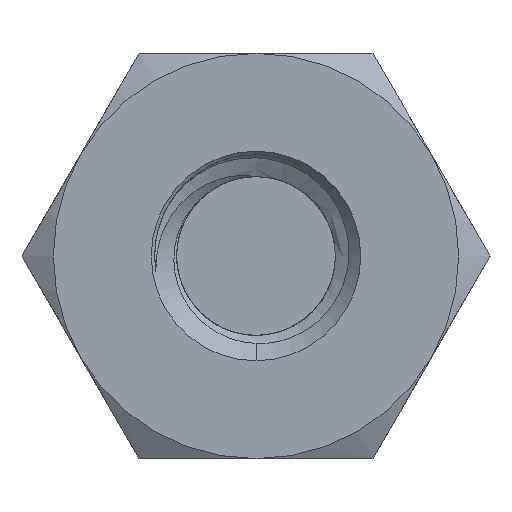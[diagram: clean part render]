
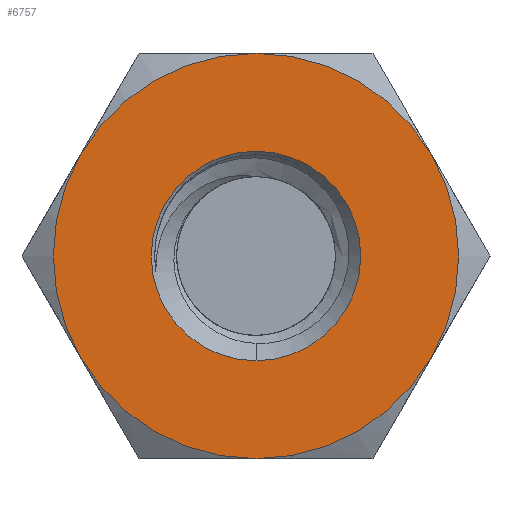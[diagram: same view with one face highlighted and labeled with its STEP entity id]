
A CAD part, left-side view. The second image highlights one B-rep face of the part: STEP entity #6757.
In plain terms, the highlighted planar face has unit normal (-1, 0, 0).
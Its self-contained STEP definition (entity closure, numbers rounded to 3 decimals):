
#340 = VERTEX_POINT ( 'NONE', #3291 ) ;
#342 = EDGE_CURVE ( 'NONE', #344, #340, #3290, .T. ) ;
#344 = VERTEX_POINT ( 'NONE', #3285 ) ;
#359 = EDGE_CURVE ( 'NONE', #340, #344, #3353, .T. ) ;
#3285 = CARTESIAN_POINT ( 'NONE',  ( -13.35, 0., -1.551 ) ) ;
#3286 = DIRECTION ( 'NONE',  ( 0., 0., 1. ) ) ;
#3287 = DIRECTION ( 'NONE',  ( -1., 0., 0. ) ) ;
#3288 = CARTESIAN_POINT ( 'NONE',  ( -13.35, 0., 0. ) ) ;
#3289 = AXIS2_PLACEMENT_3D ( 'NONE', #3288, #3287, #3286 ) ;
#3290 = CIRCLE ( 'NONE', #3289, 1.551 ) ;
#3291 = CARTESIAN_POINT ( 'NONE',  ( -13.35, 0., 1.551 ) ) ;
#3349 = DIRECTION ( 'NONE',  ( 0., 0., 1. ) ) ;
#3350 = DIRECTION ( 'NONE',  ( -1., 0., 0. ) ) ;
#3351 = CARTESIAN_POINT ( 'NONE',  ( -13.35, 0., 0. ) ) ;
#3352 = AXIS2_PLACEMENT_3D ( 'NONE', #3351, #3350, #3349 ) ;
#3353 = CIRCLE ( 'NONE', #3352, 1.551 ) ;
#6135 = DIRECTION ( 'NONE',  ( 0., 0., -1. ) ) ;
#6136 = DIRECTION ( 'NONE',  ( 1., 0., 0. ) ) ;
#6137 = AXIS2_PLACEMENT_3D ( 'NONE', #6144, #6136, #6135 ) ;
#6144 = CARTESIAN_POINT ( 'NONE',  ( -13.35, 3.464, 0. ) ) ;
#6145 = PLANE ( 'NONE',  #6137 ) ;
#6146 = FACE_OUTER_BOUND ( 'NONE', #6744, .T. ) ;
#6147 = FACE_BOUND ( 'NONE', #6767, .T. ) ;
#6156 = CARTESIAN_POINT ( 'NONE',  ( -13.35, 0., 0. ) ) ;
#6163 = DIRECTION ( 'NONE',  ( 0., 0., -1. ) ) ;
#6164 = DIRECTION ( 'NONE',  ( 1., 0., 0. ) ) ;
#6165 = CARTESIAN_POINT ( 'NONE',  ( -13.35, 0., 0. ) ) ;
#6166 = AXIS2_PLACEMENT_3D ( 'NONE', #6165, #6164, #6163 ) ;
#6173 = CIRCLE ( 'NONE', #6166, 3. ) ;
#6186 = CARTESIAN_POINT ( 'NONE',  ( -13.35, 2.598, -1.5 ) ) ;
#6195 = DIRECTION ( 'NONE',  ( 0., 0., -1. ) ) ;
#6196 = DIRECTION ( 'NONE',  ( 1., 0., 0. ) ) ;
#6197 = CARTESIAN_POINT ( 'NONE',  ( -13.35, 0., 0. ) ) ;
#6198 = AXIS2_PLACEMENT_3D ( 'NONE', #6197, #6196, #6195 ) ;
#6199 = CIRCLE ( 'NONE', #6198, 3. ) ;
#6200 = DIRECTION ( 'NONE',  ( 0., 0., -1. ) ) ;
#6201 = DIRECTION ( 'NONE',  ( 1., 0., 0. ) ) ;
#6202 = CARTESIAN_POINT ( 'NONE',  ( -13.35, 0., 0. ) ) ;
#6203 = AXIS2_PLACEMENT_3D ( 'NONE', #6202, #6201, #6200 ) ;
#6204 = CIRCLE ( 'NONE', #6203, 3. ) ;
#6205 = CARTESIAN_POINT ( 'NONE',  ( -13.35, -2.598, -1.5 ) ) ;
#6206 = CARTESIAN_POINT ( 'NONE',  ( -13.35, -2.598, 1.5 ) ) ;
#6207 = CARTESIAN_POINT ( 'NONE',  ( -13.35, 0., 3. ) ) ;
#6208 = DIRECTION ( 'NONE',  ( 0., 0., 1. ) ) ;
#6209 = DIRECTION ( 'NONE',  ( -1., 0., 0. ) ) ;
#6210 = AXIS2_PLACEMENT_3D ( 'NONE', #6156, #6209, #6208 ) ;
#6211 = CIRCLE ( 'NONE', #6210, 3. ) ;
#6215 = CIRCLE ( 'NONE', #6266, 3. ) ;
#6218 = DIRECTION ( 'NONE',  ( 0., 0., -1. ) ) ;
#6219 = DIRECTION ( 'NONE',  ( 1., 0., 0. ) ) ;
#6220 = CARTESIAN_POINT ( 'NONE',  ( -13.35, 0., 0. ) ) ;
#6221 = AXIS2_PLACEMENT_3D ( 'NONE', #6220, #6219, #6218 ) ;
#6227 = CIRCLE ( 'NONE', #6221, 3. ) ;
#6233 = CARTESIAN_POINT ( 'NONE',  ( -13.35, 0., -3. ) ) ;
#6262 = CARTESIAN_POINT ( 'NONE',  ( -13.35, 2.598, 1.5 ) ) ;
#6263 = DIRECTION ( 'NONE',  ( 0., 0., -1. ) ) ;
#6264 = DIRECTION ( 'NONE',  ( 1., 0., 0. ) ) ;
#6265 = CARTESIAN_POINT ( 'NONE',  ( -13.35, 0., 0. ) ) ;
#6266 = AXIS2_PLACEMENT_3D ( 'NONE', #6265, #6264, #6263 ) ;
#6744 = EDGE_LOOP ( 'NONE', ( #6779, #6774, #6776, #6771, #6753, #6792 ) ) ;
#6753 = ORIENTED_EDGE ( 'NONE', *, *, #6766, .T. ) ;
#6754 = ORIENTED_EDGE ( 'NONE', *, *, #342, .F. ) ;
#6757 = ADVANCED_FACE ( 'NONE', ( #6147, #6146 ), #6145, .F. ) ;
#6763 = EDGE_CURVE ( 'NONE', #6768, #6770, #6173, .T. ) ;
#6764 = ORIENTED_EDGE ( 'NONE', *, *, #359, .F. ) ;
#6766 = EDGE_CURVE ( 'NONE', #6768, #6802, #6211, .T. ) ;
#6767 = EDGE_LOOP ( 'NONE', ( #6764, #6754 ) ) ;
#6768 = VERTEX_POINT ( 'NONE', #6207 ) ;
#6770 = VERTEX_POINT ( 'NONE', #6206 ) ;
#6771 = ORIENTED_EDGE ( 'NONE', *, *, #6763, .F. ) ;
#6772 = EDGE_CURVE ( 'NONE', #6773, #6787, #6204, .T. ) ;
#6773 = VERTEX_POINT ( 'NONE', #6205 ) ;
#6774 = ORIENTED_EDGE ( 'NONE', *, *, #6772, .F. ) ;
#6775 = EDGE_CURVE ( 'NONE', #6770, #6773, #6199, .T. ) ;
#6776 = ORIENTED_EDGE ( 'NONE', *, *, #6775, .F. ) ;
#6779 = ORIENTED_EDGE ( 'NONE', *, *, #6790, .F. ) ;
#6784 = VERTEX_POINT ( 'NONE', #6186 ) ;
#6787 = VERTEX_POINT ( 'NONE', #6233 ) ;
#6790 = EDGE_CURVE ( 'NONE', #6787, #6784, #6227, .T. ) ;
#6792 = ORIENTED_EDGE ( 'NONE', *, *, #6794, .F. ) ;
#6794 = EDGE_CURVE ( 'NONE', #6784, #6802, #6215, .T. ) ;
#6802 = VERTEX_POINT ( 'NONE', #6262 ) ;
